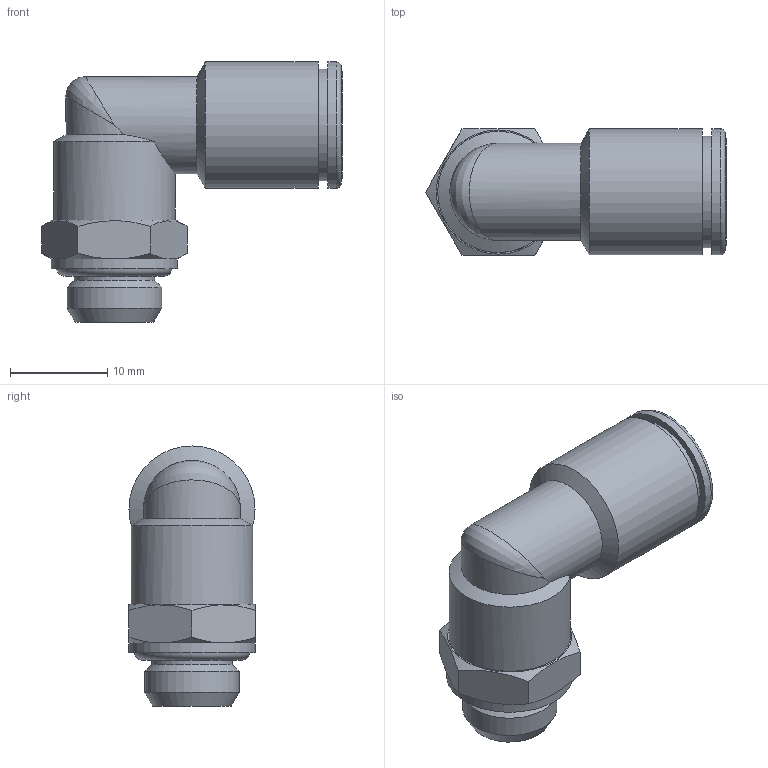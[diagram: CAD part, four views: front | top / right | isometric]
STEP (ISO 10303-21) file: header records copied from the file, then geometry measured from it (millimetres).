
FILE_DESCRIPTION(/* description */ (''),/* implementation_level */ '2;1');
FILE_NAME(/* name */ 'V202205_IPSO_022_8_18_24.09.15',/* time_stamp */ '2015-09-24T09:29:15+02:00',/* author */ (''),/* organization */ ('sopra-pneumatic'),/* preprocessor_version */ 'ST-DEVELOPER v14',/* originating_system */ 'HiCAD 2013 1802.4 Build 509',/* authorisation */ '');
FILE_SCHEMA (('AUTOMOTIVE_DESIGN { 1 0 10303 214 1 1 1 1 }'));
Length unit declared in the file: millimetre
Products named in the file (5): Root; OR 7.2X1.9; 214602-N2_GEW.-_1-8_1-8; R202205-I1-N2A; DR8-1_NEU
Assembly tree (4 placements, depth 2):
  Root
    OR 7.2X1.9
    214602-N2_GEW.-_1-8_1-8
    R202205-I1-N2A
    DR8-1_NEU
Bounding box: 31.01 x 13 x 26.8 mm (x, y, z)
Volume: 2927 mm3; surface area: 4206.7 mm2
Topology: 4 solids, 4 shells, 70 faces, 152 edges, 92 vertices
Faces by surface type: cone 25, cylinder 21, plane 19, torus 4, bspline 1
Full cylindrical faces by diameter (mm): 5.5 x2, 6 x1, 8.1 x1, 8.2 x1, 8.3 x1, 9 x2, 9.728 x1, 10 x1, 10.1 x3, 11 x1, 11.5 x1, 11.6 x1, 12.5 x1, 13 x3
Entity records: 3733 total; most frequent: CARTESIAN_POINT 1338, DIRECTION 318, PRESENTATION_STYLE_ASSIGNMENT 199, OVER_RIDING_STYLED_ITEM 195, COLOUR_RGB 189, DRAUGHTING_PRE_DEFINED_CURVE_FONT 186, CURVE_STYLE 186, ORIENTED_EDGE 186
